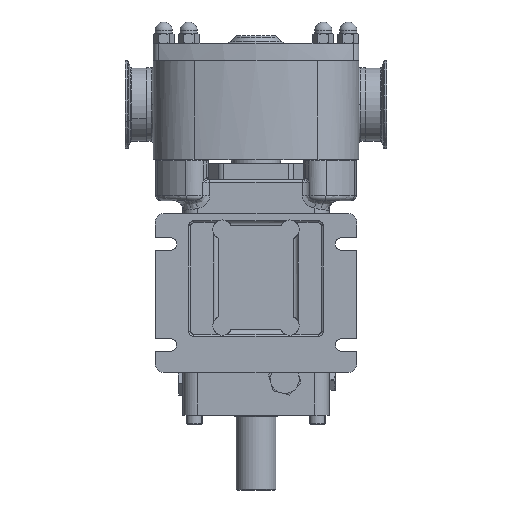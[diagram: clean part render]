
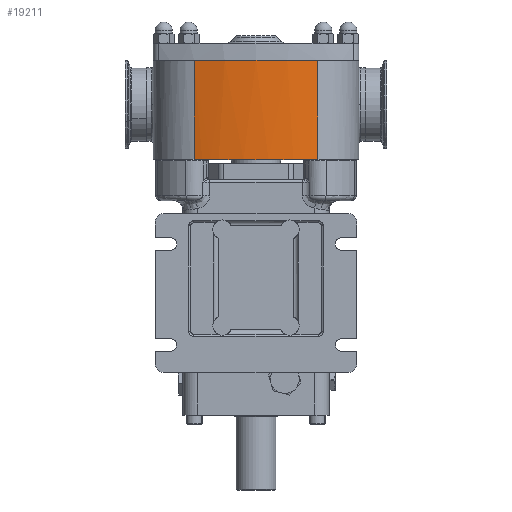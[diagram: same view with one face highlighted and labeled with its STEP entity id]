
A CAD part, front view. The second image highlights one B-rep face of the part: STEP entity #19211.
In plain terms, the highlighted cylindrical face has radius 231 mm (diameter 462 mm), a partial arc.
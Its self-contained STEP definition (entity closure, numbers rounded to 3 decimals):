
#1019 = AXIS2_PLACEMENT_3D ( 'NONE', #8512, #27131, #6198 ) ;
#1112 = EDGE_CURVE ( 'NONE', #17569, #2358, #28778, .T. ) ;
#1385 = EDGE_CURVE ( 'NONE', #2304, #14079, #26924, .T. ) ;
#1554 = CIRCLE ( 'NONE', #18645, 231. ) ;
#1711 = AXIS2_PLACEMENT_3D ( 'NONE', #20644, #25233, #22937 ) ;
#1945 = CARTESIAN_POINT ( 'NONE',  ( -38.841, -146.711, -57.5 ) ) ;
#2242 = CARTESIAN_POINT ( 'NONE',  ( 38.841, -146.711, -138.253 ) ) ;
#2304 = VERTEX_POINT ( 'NONE', #4678 ) ;
#2307 = CARTESIAN_POINT ( 'NONE',  ( -64.465, -140.823, -138.253 ) ) ;
#2358 = VERTEX_POINT ( 'NONE', #12304 ) ;
#3265 = ORIENTED_EDGE ( 'NONE', *, *, #9996, .T. ) ;
#4001 = VERTEX_POINT ( 'NONE', #28787 ) ;
#4192 = EDGE_CURVE ( 'NONE', #25616, #6031, #9217, .T. ) ;
#4646 = VECTOR ( 'NONE', #14087, 1000. ) ;
#4678 = CARTESIAN_POINT ( 'NONE',  ( -38.841, -146.711, -57. ) ) ;
#5603 = AXIS2_PLACEMENT_3D ( 'NONE', #9988, #14847, #29067 ) ;
#5732 = EDGE_LOOP ( 'NONE', ( #7432, #3265, #15479, #20987, #17043, #20585, #27437, #7062 ) ) ;
#6031 = VERTEX_POINT ( 'NONE', #17319 ) ;
#6143 = FACE_OUTER_BOUND ( 'NONE', #5732, .T. ) ;
#6198 = DIRECTION ( 'NONE',  ( 0., 1., 0. ) ) ;
#6574 = CIRCLE ( 'NONE', #5603, 231. ) ;
#7062 = ORIENTED_EDGE ( 'NONE', *, *, #24690, .T. ) ;
#7432 = ORIENTED_EDGE ( 'NONE', *, *, #1112, .T. ) ;
#8512 = CARTESIAN_POINT ( 'NONE',  ( 0., 81., 46. ) ) ;
#9151 = CARTESIAN_POINT ( 'NONE',  ( 64.465, -140.823, -57. ) ) ;
#9217 = LINE ( 'NONE', #2307, #4646 ) ;
#9252 = DIRECTION ( 'NONE',  ( 0., 0., 1. ) ) ;
#9858 = CIRCLE ( 'NONE', #1019, 231. ) ;
#9988 = CARTESIAN_POINT ( 'NONE',  ( 0., 81., -57.5 ) ) ;
#9996 = EDGE_CURVE ( 'NONE', #2358, #6031, #9858, .T. ) ;
#10034 = EDGE_CURVE ( 'NONE', #25616, #2304, #14722, .T. ) ;
#11999 = CARTESIAN_POINT ( 'NONE',  ( 0., 81., -57. ) ) ;
#12304 = CARTESIAN_POINT ( 'NONE',  ( 64.465, -140.823, 46. ) ) ;
#13639 = CARTESIAN_POINT ( 'NONE',  ( 38.841, -146.711, -57.5 ) ) ;
#14079 = VERTEX_POINT ( 'NONE', #1945 ) ;
#14087 = DIRECTION ( 'NONE',  ( 0., 0., 1. ) ) ;
#14424 = CARTESIAN_POINT ( 'NONE',  ( 64.465, -140.823, -138.253 ) ) ;
#14722 = CIRCLE ( 'NONE', #17148, 231. ) ;
#14847 = DIRECTION ( 'NONE',  ( 0., 0., -1. ) ) ;
#15323 = DIRECTION ( 'NONE',  ( 0., 0., -1. ) ) ;
#15479 = ORIENTED_EDGE ( 'NONE', *, *, #4192, .F. ) ;
#15915 = CYLINDRICAL_SURFACE ( 'NONE', #1711, 231. ) ;
#16149 = DIRECTION ( 'NONE',  ( 0., 0., 1. ) ) ;
#16647 = DIRECTION ( 'NONE',  ( -1., 0., 0. ) ) ;
#17043 = ORIENTED_EDGE ( 'NONE', *, *, #1385, .T. ) ;
#17148 = AXIS2_PLACEMENT_3D ( 'NONE', #11999, #9252, #28500 ) ;
#17319 = CARTESIAN_POINT ( 'NONE',  ( -64.465, -140.823, 46. ) ) ;
#17569 = VERTEX_POINT ( 'NONE', #9151 ) ;
#17749 = CARTESIAN_POINT ( 'NONE',  ( -38.841, -146.711, -138.253 ) ) ;
#18645 = AXIS2_PLACEMENT_3D ( 'NONE', #23379, #23072, #16647 ) ;
#19211 = ADVANCED_FACE ( 'NONE', ( #6143 ), #15915, .T. ) ;
#20585 = ORIENTED_EDGE ( 'NONE', *, *, #24384, .F. ) ;
#20644 = CARTESIAN_POINT ( 'NONE',  ( 0., 81., -138.253 ) ) ;
#20906 = LINE ( 'NONE', #2242, #27874 ) ;
#20987 = ORIENTED_EDGE ( 'NONE', *, *, #10034, .T. ) ;
#22576 = VECTOR ( 'NONE', #15323, 1000. ) ;
#22937 = DIRECTION ( 'NONE',  ( 1., 0., 0. ) ) ;
#23072 = DIRECTION ( 'NONE',  ( 0., 0., 1. ) ) ;
#23379 = CARTESIAN_POINT ( 'NONE',  ( 0., 81., -57. ) ) ;
#24183 = DIRECTION ( 'NONE',  ( 0., 0., 1. ) ) ;
#24384 = EDGE_CURVE ( 'NONE', #26116, #14079, #6574, .T. ) ;
#24690 = EDGE_CURVE ( 'NONE', #4001, #17569, #1554, .T. ) ;
#25233 = DIRECTION ( 'NONE',  ( 0., 0., 1. ) ) ;
#25494 = VECTOR ( 'NONE', #24183, 1000. ) ;
#25616 = VERTEX_POINT ( 'NONE', #29602 ) ;
#26116 = VERTEX_POINT ( 'NONE', #13639 ) ;
#26924 = LINE ( 'NONE', #17749, #22576 ) ;
#27131 = DIRECTION ( 'NONE',  ( 0., 0., -1. ) ) ;
#27437 = ORIENTED_EDGE ( 'NONE', *, *, #28212, .T. ) ;
#27874 = VECTOR ( 'NONE', #16149, 1000. ) ;
#28212 = EDGE_CURVE ( 'NONE', #26116, #4001, #20906, .T. ) ;
#28500 = DIRECTION ( 'NONE',  ( -1., 0., 0. ) ) ;
#28778 = LINE ( 'NONE', #14424, #25494 ) ;
#28787 = CARTESIAN_POINT ( 'NONE',  ( 38.841, -146.711, -57. ) ) ;
#29067 = DIRECTION ( 'NONE',  ( -1., 0., 0. ) ) ;
#29602 = CARTESIAN_POINT ( 'NONE',  ( -64.465, -140.823, -57. ) ) ;
